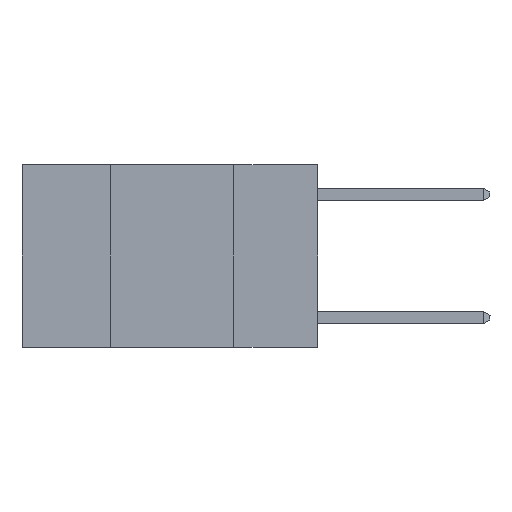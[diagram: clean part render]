
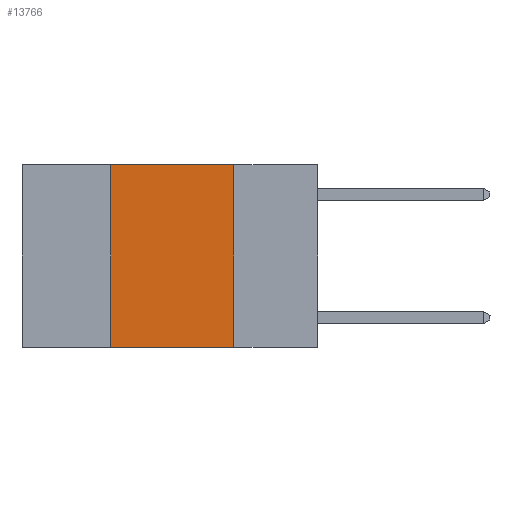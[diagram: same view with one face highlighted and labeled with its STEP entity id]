
A CAD part, left-side view. The second image highlights one B-rep face of the part: STEP entity #13766.
In plain terms, the highlighted planar face has unit normal (-1, 0, 0).
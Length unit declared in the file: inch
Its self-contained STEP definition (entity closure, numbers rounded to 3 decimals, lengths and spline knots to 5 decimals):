
#526 = VECTOR ( 'NONE', #14779, 39.37008 ) ;
#680 = VERTEX_POINT ( 'NONE', #8220 ) ;
#1362 = DIRECTION ( 'NONE',  ( 0., 0., -1. ) ) ;
#1512 = VERTEX_POINT ( 'NONE', #8108 ) ;
#2639 = CARTESIAN_POINT ( 'NONE',  ( 0., 0.6, 0. ) ) ;
#4690 = CARTESIAN_POINT ( 'NONE',  ( 0., 0.42, 0. ) ) ;
#7171 = DIRECTION ( 'NONE',  ( 0., -1., 0. ) ) ;
#7206 = ORIENTED_EDGE ( 'NONE', *, *, #12081, .F. ) ;
#7233 = FACE_OUTER_BOUND ( 'NONE', #14211, .T. ) ;
#7421 = ORIENTED_EDGE ( 'NONE', *, *, #10393, .F. ) ;
#7577 = LINE ( 'NONE', #15089, #13240 ) ;
#8108 = CARTESIAN_POINT ( 'NONE',  ( 0., 0.42, -0.37 ) ) ;
#8137 = ORIENTED_EDGE ( 'NONE', *, *, #12846, .F. ) ;
#8168 = CARTESIAN_POINT ( 'NONE',  ( 0., 0.17, -0.37 ) ) ;
#8220 = CARTESIAN_POINT ( 'NONE',  ( 0., 0.42, 0. ) ) ;
#8407 = ORIENTED_EDGE ( 'NONE', *, *, #13593, .T. ) ;
#8593 = PLANE ( 'NONE',  #12599 ) ;
#8647 = DIRECTION ( 'NONE',  ( 1., 0., 0. ) ) ;
#8863 = VECTOR ( 'NONE', #11625, 39.37008 ) ;
#9021 = CARTESIAN_POINT ( 'NONE',  ( 0., 0.17, 0. ) ) ;
#9057 = VERTEX_POINT ( 'NONE', #8168 ) ;
#9483 = CARTESIAN_POINT ( 'NONE',  ( 0., 0.6, -0.37 ) ) ;
#10393 = EDGE_CURVE ( 'NONE', #680, #11785, #12779, .T. ) ;
#11625 = DIRECTION ( 'NONE',  ( 0., 0., 1. ) ) ;
#11646 = DIRECTION ( 'NONE',  ( 0., 0., -1. ) ) ;
#11785 = VERTEX_POINT ( 'NONE', #9021 ) ;
#12081 = EDGE_CURVE ( 'NONE', #11785, #9057, #7577, .T. ) ;
#12183 = LINE ( 'NONE', #4690, #8863 ) ;
#12599 = AXIS2_PLACEMENT_3D ( 'NONE', #2639, #8647, #1362 ) ;
#12779 = LINE ( 'NONE', #14824, #526 ) ;
#12846 = EDGE_CURVE ( 'NONE', #1512, #680, #12183, .T. ) ;
#13240 = VECTOR ( 'NONE', #11646, 39.37008 ) ;
#13593 = EDGE_CURVE ( 'NONE', #1512, #9057, #14701, .T. ) ;
#13766 = ADVANCED_FACE ( 'NONE', ( #7233 ), #8593, .F. ) ;
#14211 = EDGE_LOOP ( 'NONE', ( #7206, #7421, #8137, #8407 ) ) ;
#14341 = VECTOR ( 'NONE', #7171, 39.37008 ) ;
#14701 = LINE ( 'NONE', #9483, #14341 ) ;
#14779 = DIRECTION ( 'NONE',  ( 0., -1., 0. ) ) ;
#14824 = CARTESIAN_POINT ( 'NONE',  ( 0., 0.6, 0. ) ) ;
#15089 = CARTESIAN_POINT ( 'NONE',  ( 0., 0.17, 0. ) ) ;
